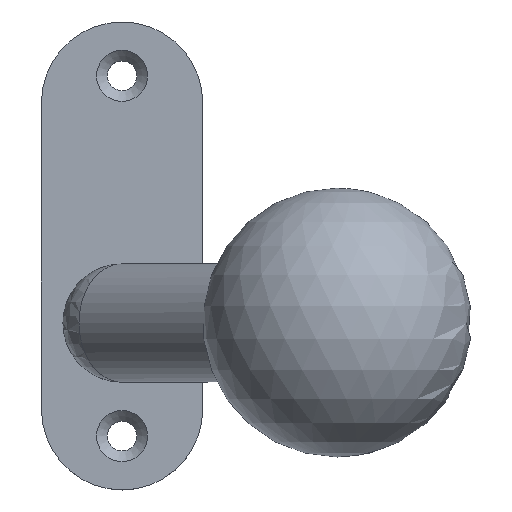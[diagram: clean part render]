
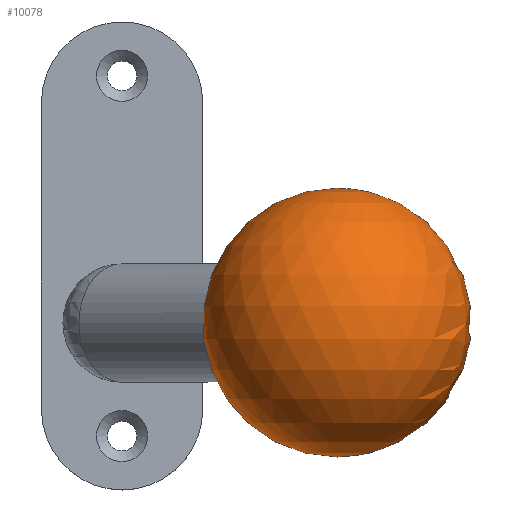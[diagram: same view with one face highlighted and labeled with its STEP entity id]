
A CAD part, top view. The second image highlights one B-rep face of the part: STEP entity #10078.
In plain terms, the highlighted spherical face has radius 25 mm.
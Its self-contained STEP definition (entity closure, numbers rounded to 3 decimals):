
#659 = DIRECTION ( 'NONE',  ( 0.684, 0., 0.729 ) ) ;
#981 = AXIS2_PLACEMENT_3D ( 'NONE', #4759, #659, #13334 ) ;
#1133 = DIRECTION ( 'NONE',  ( -0.729, 0., 0.684 ) ) ;
#2085 = CARTESIAN_POINT ( 'NONE',  ( 40., 0., 62. ) ) ;
#3435 = CARTESIAN_POINT ( 'NONE',  ( 33.79, 0., 37.783 ) ) ;
#4144 = FACE_OUTER_BOUND ( 'NONE', #4398, .T. ) ;
#4398 = EDGE_LOOP ( 'NONE', ( #7889 ) ) ;
#4759 = CARTESIAN_POINT ( 'NONE',  ( 25.011, 0., 46.018 ) ) ;
#6366 = AXIS2_PLACEMENT_3D ( 'NONE', #2085, #9474, #1133 ) ;
#7889 = ORIENTED_EDGE ( 'NONE', *, *, #9795, .T. ) ;
#8332 = SPHERICAL_SURFACE ( 'NONE', #6366, 25. ) ;
#9474 = DIRECTION ( 'NONE',  ( 0., 1., 0. ) ) ;
#9795 = EDGE_CURVE ( 'NONE', #10929, #10929, #10077, .T. ) ;
#10077 = CIRCLE ( 'NONE', #981, 12.037 ) ;
#10078 = ADVANCED_FACE ( 'NONE', ( #4144 ), #8332, .T. ) ;
#10929 = VERTEX_POINT ( 'NONE', #3435 ) ;
#13334 = DIRECTION ( 'NONE',  ( 0.729, 0., -0.684 ) ) ;
